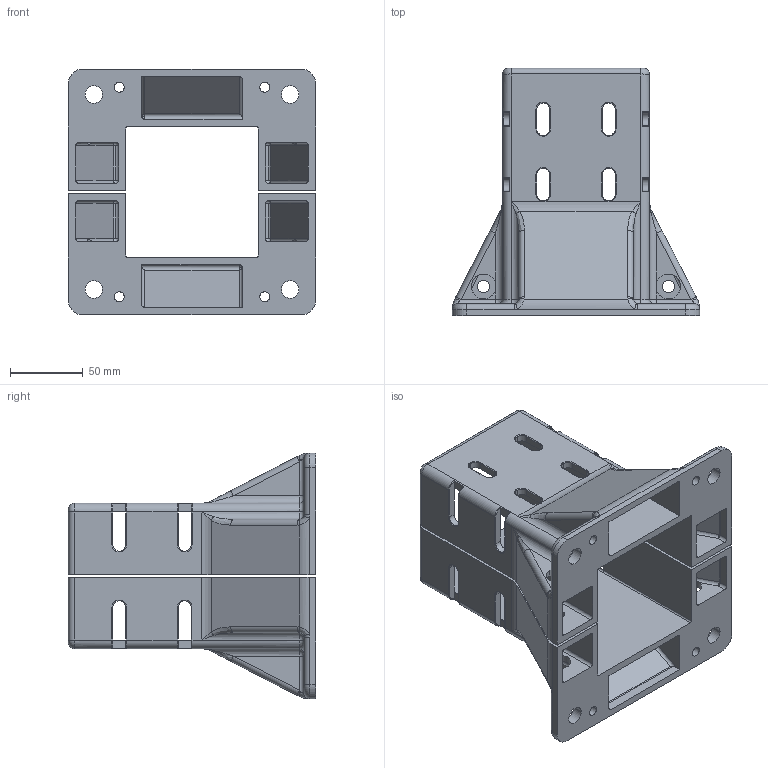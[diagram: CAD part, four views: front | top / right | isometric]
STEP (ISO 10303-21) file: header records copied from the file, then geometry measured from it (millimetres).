
FILE_DESCRIPTION (( 'STEP AP214' ), '1' );
FILE_NAME ('33-9090-0.STEP', '2022-02-08T21:59:09', ( '' ), ( '' ), 'SwSTEP 2.0', 'SolidWorks 2021', '' );
FILE_SCHEMA (( 'AUTOMOTIVE_DESIGN' ));
Length unit declared in the file: millimetre
Products named in the file (1): 33-9090-0
Bounding box: 170 x 170 x 169 mm (x, y, z)
Volume: 534910.9 mm3; surface area: 208441.8 mm2
Topology: 2 solids, 2 shells, 466 faces, 1218 edges, 714 vertices
Faces by surface type: cylinder 206, plane 114, torus 88, bspline 36, sphere 22
Entity records: 16801 total; most frequent: CARTESIAN_POINT 5303, DIRECTION 2524, ORIENTED_EDGE 2396, EDGE_CURVE 1198, AXIS2_PLACEMENT_3D 997, VERTEX_POINT 714, CIRCLE 566, VECTOR 530
